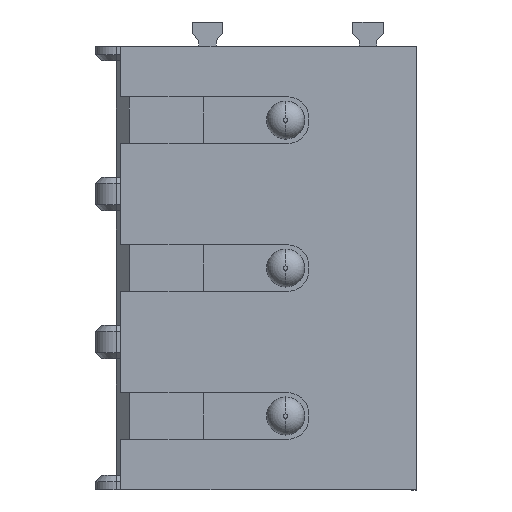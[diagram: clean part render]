
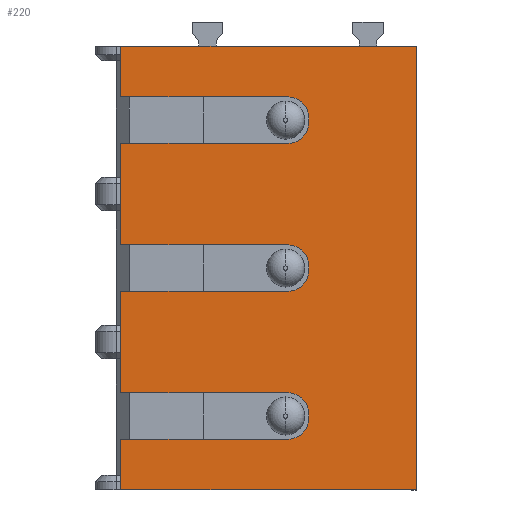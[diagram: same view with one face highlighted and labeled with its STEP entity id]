
A CAD part, front view. The second image highlights one B-rep face of the part: STEP entity #220.
In plain terms, the highlighted planar face has unit normal (0, -1, 0).
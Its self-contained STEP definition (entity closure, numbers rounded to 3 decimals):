
#220=ADVANCED_FACE('',(#673),#674,.T.);
#673=FACE_OUTER_BOUND('',#1293,.T.);
#674=PLANE('',#1294);
#1293=EDGE_LOOP('',(#2800,#2801,#2802,#2803,#2804,#2805,#2806,#2807,#2808,#2809,#2810,#2811,#2812,#2813,#2814,#2815,#2816,#2817,#2818,#2819,#2820,#2821));
#1294=AXIS2_PLACEMENT_3D('',#2822,#2823,#2824);
#2800=ORIENTED_EDGE('',*,*,#4648,.F.);
#2801=ORIENTED_EDGE('',*,*,#4649,.T.);
#2802=ORIENTED_EDGE('',*,*,#4650,.F.);
#2803=ORIENTED_EDGE('',*,*,#4651,.F.);
#2804=ORIENTED_EDGE('',*,*,#4652,.F.);
#2805=ORIENTED_EDGE('',*,*,#4653,.T.);
#2806=ORIENTED_EDGE('',*,*,#4530,.T.);
#2807=ORIENTED_EDGE('',*,*,#4654,.F.);
#2808=ORIENTED_EDGE('',*,*,#4609,.F.);
#2809=ORIENTED_EDGE('',*,*,#4603,.T.);
#2810=ORIENTED_EDGE('',*,*,#4619,.F.);
#2811=ORIENTED_EDGE('',*,*,#4282,.F.);
#2812=ORIENTED_EDGE('',*,*,#4655,.F.);
#2813=ORIENTED_EDGE('',*,*,#4339,.T.);
#2814=ORIENTED_EDGE('',*,*,#4278,.F.);
#2815=ORIENTED_EDGE('',*,*,#4293,.F.);
#2816=ORIENTED_EDGE('',*,*,#4373,.F.);
#2817=ORIENTED_EDGE('',*,*,#4369,.T.);
#2818=ORIENTED_EDGE('',*,*,#4376,.F.);
#2819=ORIENTED_EDGE('',*,*,#4313,.F.);
#2820=ORIENTED_EDGE('',*,*,#4656,.F.);
#2821=ORIENTED_EDGE('',*,*,#4657,.T.);
#2822=CARTESIAN_POINT('',(43.273,39.153,21.971));
#2823=DIRECTION('',(0.,-1.0,0.));
#2824=DIRECTION('',(0.,0.,-1.0));
#4278=EDGE_CURVE('',#5206,#5208,#5209,.T.);
#4282=EDGE_CURVE('',#5214,#5216,#5217,.T.);
#4293=EDGE_CURVE('',#5236,#5206,#5238,.T.);
#4313=EDGE_CURVE('',#5272,#5260,#5274,.T.);
#4339=EDGE_CURVE('',#5318,#5208,#5319,.T.);
#4369=EDGE_CURVE('',#5369,#5366,#5370,.T.);
#4373=EDGE_CURVE('',#5369,#5236,#5375,.T.);
#4376=EDGE_CURVE('',#5260,#5366,#5379,.T.);
#4530=EDGE_CURVE('',#5623,#5628,#5630,.T.);
#4603=EDGE_CURVE('',#5747,#5754,#5756,.T.);
#4609=EDGE_CURVE('',#5747,#5763,#5764,.T.);
#4619=EDGE_CURVE('',#5216,#5754,#5779,.T.);
#4648=EDGE_CURVE('',#5820,#5821,#5822,.T.);
#4649=EDGE_CURVE('',#5820,#5823,#5824,.T.);
#4650=EDGE_CURVE('',#5825,#5823,#5826,.T.);
#4651=EDGE_CURVE('',#5827,#5825,#5828,.T.);
#4652=EDGE_CURVE('',#5829,#5827,#5830,.T.);
#4653=EDGE_CURVE('',#5829,#5623,#5831,.T.);
#4654=EDGE_CURVE('',#5763,#5628,#5832,.T.);
#4655=EDGE_CURVE('',#5318,#5214,#5833,.T.);
#4656=EDGE_CURVE('',#5834,#5272,#5835,.T.);
#4657=EDGE_CURVE('',#5834,#5821,#5836,.T.);
#5206=VERTEX_POINT('',#6829);
#5208=VERTEX_POINT('',#6832);
#5209=LINE('',#6833,#6834);
#5214=VERTEX_POINT('',#6841);
#5216=VERTEX_POINT('',#6844);
#5217=LINE('',#6845,#6846);
#5236=VERTEX_POINT('',#6874);
#5238=CIRCLE('',#6877,0.5);
#5260=VERTEX_POINT('',#6910);
#5272=VERTEX_POINT('',#6928);
#5274=LINE('',#6931,#6932);
#5318=VERTEX_POINT('',#6997);
#5319=LINE('',#6998,#6999);
#5366=VERTEX_POINT('',#7071);
#5369=VERTEX_POINT('',#7075);
#5370=CIRCLE('',#7076,0.5);
#5375=LINE('',#7083,#7084);
#5379=LINE('',#7090,#7091);
#5623=VERTEX_POINT('',#7533);
#5628=VERTEX_POINT('',#7540);
#5630=LINE('',#7543,#7544);
#5747=VERTEX_POINT('',#7741);
#5754=VERTEX_POINT('',#7752);
#5756=LINE('',#7755,#7756);
#5763=VERTEX_POINT('',#7768);
#5764=LINE('',#7769,#7770);
#5779=LINE('',#7793,#7794);
#5820=VERTEX_POINT('',#7862);
#5821=VERTEX_POINT('',#7863);
#5822=LINE('',#7864,#7865);
#5823=VERTEX_POINT('',#7866);
#5824=CIRCLE('',#7867,0.5);
#5825=VERTEX_POINT('',#7868);
#5826=LINE('',#7869,#7870);
#5827=VERTEX_POINT('',#7871);
#5828=LINE('',#7872,#7873);
#5829=VERTEX_POINT('',#7874);
#5830=LINE('',#7875,#7876);
#5831=CIRCLE('',#7877,0.5);
#5832=CIRCLE('',#7878,0.5);
#5833=LINE('',#7879,#7880);
#5834=VERTEX_POINT('',#7881);
#5835=LINE('',#7882,#7883);
#5836=CIRCLE('',#7884,0.5);
#6829=CARTESIAN_POINT('',(45.623,39.153,24.121));
#6832=CARTESIAN_POINT('',(41.673,39.153,24.121));
#6833=CARTESIAN_POINT('',(43.273,39.153,24.121));
#6834=VECTOR('',#8978,1.0);
#6841=CARTESIAN_POINT('',(48.673,39.153,25.321));
#6844=CARTESIAN_POINT('',(48.673,39.153,14.821));
#6845=CARTESIAN_POINT('',(48.673,39.153,20.542));
#6846=VECTOR('',#8982,1.0);
#6874=CARTESIAN_POINT('',(46.123,39.153,23.621));
#6877=AXIS2_PLACEMENT_3D('',#8993,#8994,#8995);
#6910=CARTESIAN_POINT('',(41.673,39.153,23.021));
#6928=CARTESIAN_POINT('',(41.673,39.153,20.621));
#6931=CARTESIAN_POINT('',(41.673,39.153,20.542));
#6932=VECTOR('',#9017,1.0);
#6997=CARTESIAN_POINT('',(41.673,39.153,25.321));
#6998=CARTESIAN_POINT('',(41.673,39.153,20.542));
#6999=VECTOR('',#9051,1.0);
#7071=CARTESIAN_POINT('',(45.623,39.153,23.021));
#7075=CARTESIAN_POINT('',(46.123,39.153,23.521));
#7076=AXIS2_PLACEMENT_3D('',#9087,#9088,#9089);
#7083=CARTESIAN_POINT('',(46.123,39.153,20.542));
#7084=VECTOR('',#9095,1.0);
#7090=CARTESIAN_POINT('',(43.273,39.153,23.021));
#7091=VECTOR('',#9098,1.0);
#7533=CARTESIAN_POINT('',(46.123,39.153,16.621));
#7540=CARTESIAN_POINT('',(46.123,39.153,16.521));
#7543=CARTESIAN_POINT('',(46.123,39.153,17.042));
#7544=VECTOR('',#9300,1.0);
#7741=CARTESIAN_POINT('',(41.673,39.153,16.021));
#7752=CARTESIAN_POINT('',(41.673,39.153,14.821));
#7755=CARTESIAN_POINT('',(41.673,39.153,17.042));
#7756=VECTOR('',#9398,1.0);
#7768=CARTESIAN_POINT('',(45.623,39.153,16.021));
#7769=CARTESIAN_POINT('',(43.273,39.153,16.021));
#7770=VECTOR('',#9404,1.0);
#7793=CARTESIAN_POINT('',(43.273,39.153,14.821));
#7794=VECTOR('',#9416,1.0);
#7862=CARTESIAN_POINT('',(46.123,39.153,20.021));
#7863=CARTESIAN_POINT('',(46.123,39.153,20.121));
#7864=CARTESIAN_POINT('',(46.123,39.153,17.042));
#7865=VECTOR('',#9447,1.0);
#7866=CARTESIAN_POINT('',(45.623,39.153,19.521));
#7867=AXIS2_PLACEMENT_3D('',#9448,#9449,#9450);
#7868=CARTESIAN_POINT('',(41.673,39.153,19.521));
#7869=CARTESIAN_POINT('',(43.273,39.153,19.521));
#7870=VECTOR('',#9451,1.0);
#7871=CARTESIAN_POINT('',(41.673,39.153,17.121));
#7872=CARTESIAN_POINT('',(41.673,39.153,17.042));
#7873=VECTOR('',#9452,1.0);
#7874=CARTESIAN_POINT('',(45.623,39.153,17.121));
#7875=CARTESIAN_POINT('',(43.273,39.153,17.121));
#7876=VECTOR('',#9453,1.0);
#7877=AXIS2_PLACEMENT_3D('',#9454,#9455,#9456);
#7878=AXIS2_PLACEMENT_3D('',#9457,#9458,#9459);
#7879=CARTESIAN_POINT('',(43.273,39.153,25.321));
#7880=VECTOR('',#9460,1.0);
#7881=CARTESIAN_POINT('',(45.623,39.153,20.621));
#7882=CARTESIAN_POINT('',(43.273,39.153,20.621));
#7883=VECTOR('',#9461,1.0);
#7884=AXIS2_PLACEMENT_3D('',#9462,#9463,#9464);
#8978=DIRECTION('',(-1.0,0.,0.));
#8982=DIRECTION('',(0.,0.,-1.0));
#8993=CARTESIAN_POINT('',(45.623,39.153,23.621));
#8994=DIRECTION('',(0.,-1.0,0.));
#8995=DIRECTION('',(0.,0.,-1.0));
#9017=DIRECTION('',(0.,0.,1.0));
#9051=DIRECTION('',(0.,0.,-1.0));
#9087=CARTESIAN_POINT('',(45.623,39.153,23.521));
#9088=DIRECTION('',(0.,1.0,0.));
#9089=DIRECTION('',(0.,0.,1.0));
#9095=DIRECTION('',(0.,0.,1.0));
#9098=DIRECTION('',(1.0,0.,0.));
#9300=DIRECTION('',(0.,0.,-1.0));
#9398=DIRECTION('',(0.,0.,-1.0));
#9404=DIRECTION('',(1.0,0.,0.));
#9416=DIRECTION('',(-1.0,0.,0.));
#9447=DIRECTION('',(0.,0.,1.0));
#9448=CARTESIAN_POINT('',(45.623,39.153,20.021));
#9449=DIRECTION('',(0.,1.0,0.));
#9450=DIRECTION('',(0.,0.,1.0));
#9451=DIRECTION('',(1.0,0.,0.));
#9452=DIRECTION('',(0.,0.,1.0));
#9453=DIRECTION('',(-1.0,0.,0.));
#9454=CARTESIAN_POINT('',(45.623,39.153,16.621));
#9455=DIRECTION('',(0.,1.0,0.));
#9456=DIRECTION('',(0.,0.,1.0));
#9457=CARTESIAN_POINT('',(45.623,39.153,16.521));
#9458=DIRECTION('',(0.,-1.0,0.));
#9459=DIRECTION('',(0.,0.,-1.0));
#9460=DIRECTION('',(1.0,0.,0.));
#9461=DIRECTION('',(-1.0,0.,0.));
#9462=CARTESIAN_POINT('',(45.623,39.153,20.121));
#9463=DIRECTION('',(0.,1.0,0.));
#9464=DIRECTION('',(0.,0.,1.0));
